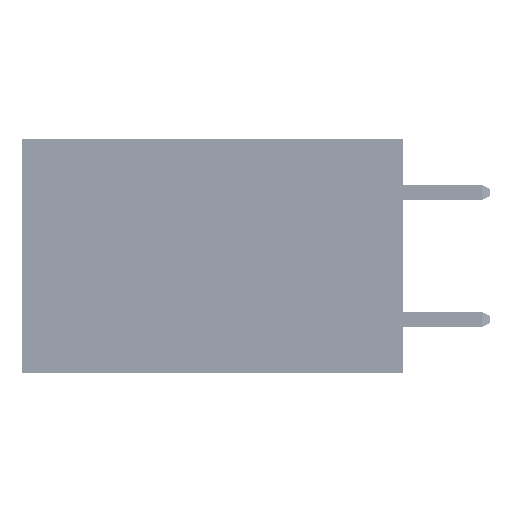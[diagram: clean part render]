
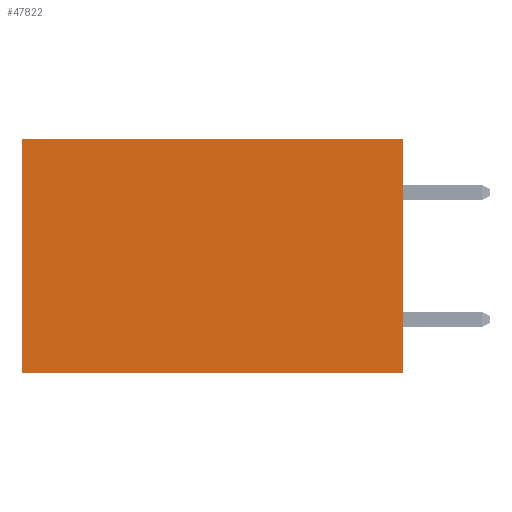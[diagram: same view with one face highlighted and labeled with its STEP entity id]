
A CAD part, left-side view. The second image highlights one B-rep face of the part: STEP entity #47822.
In plain terms, the highlighted planar face has unit normal (-1, 0, 0).
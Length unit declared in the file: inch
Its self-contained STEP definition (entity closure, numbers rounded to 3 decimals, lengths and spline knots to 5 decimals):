
#411 = EDGE_CURVE ( 'NONE', #35666, #4810, #3110, .T. ) ;
#490 = ORIENTED_EDGE ( 'NONE', *, *, #33945, .F. ) ;
#1150 = FACE_OUTER_BOUND ( 'NONE', #23047, .T. ) ;
#1759 = EDGE_CURVE ( 'NONE', #4810, #12488, #44824, .T. ) ;
#2962 = VECTOR ( 'NONE', #3224, 39.37008 ) ;
#3110 = LINE ( 'NONE', #46499, #4953 ) ;
#3224 = DIRECTION ( 'NONE',  ( 0., 0., -1. ) ) ;
#4464 = VERTEX_POINT ( 'NONE', #10716 ) ;
#4810 = VERTEX_POINT ( 'NONE', #13264 ) ;
#4953 = VECTOR ( 'NONE', #30668, 39.37008 ) ;
#5329 = CARTESIAN_POINT ( 'NONE',  ( 0.2875, 0.6, -0.37 ) ) ;
#5511 = AXIS2_PLACEMENT_3D ( 'NONE', #32787, #37442, #9446 ) ;
#9446 = DIRECTION ( 'NONE',  ( 0., 0., -1. ) ) ;
#10022 = DIRECTION ( 'NONE',  ( 0., 0., -1. ) ) ;
#10716 = CARTESIAN_POINT ( 'NONE',  ( 0.2875, 0., -0.37 ) ) ;
#12488 = VERTEX_POINT ( 'NONE', #5329 ) ;
#13264 = CARTESIAN_POINT ( 'NONE',  ( 0.2875, 0.6, 0. ) ) ;
#16389 = VECTOR ( 'NONE', #33836, 39.37008 ) ;
#17177 = PLANE ( 'NONE',  #5511 ) ;
#17635 = LINE ( 'NONE', #41948, #16389 ) ;
#19974 = EDGE_CURVE ( 'NONE', #35666, #4464, #27451, .T. ) ;
#23047 = EDGE_LOOP ( 'NONE', ( #28492, #490, #49792, #23848 ) ) ;
#23848 = ORIENTED_EDGE ( 'NONE', *, *, #411, .T. ) ;
#27451 = LINE ( 'NONE', #37382, #47174 ) ;
#28492 = ORIENTED_EDGE ( 'NONE', *, *, #1759, .T. ) ;
#30668 = DIRECTION ( 'NONE',  ( 0., 1., 0. ) ) ;
#32787 = CARTESIAN_POINT ( 'NONE',  ( 0.2875, 0., 0. ) ) ;
#33826 = CARTESIAN_POINT ( 'NONE',  ( 0.2875, 0., 0. ) ) ;
#33836 = DIRECTION ( 'NONE',  ( 0., 1., 0. ) ) ;
#33945 = EDGE_CURVE ( 'NONE', #4464, #12488, #17635, .T. ) ;
#35666 = VERTEX_POINT ( 'NONE', #33826 ) ;
#37382 = CARTESIAN_POINT ( 'NONE',  ( 0.2875, 0., 0. ) ) ;
#37442 = DIRECTION ( 'NONE',  ( 1., 0., 0. ) ) ;
#37984 = CARTESIAN_POINT ( 'NONE',  ( 0.2875, 0.6, 0. ) ) ;
#41948 = CARTESIAN_POINT ( 'NONE',  ( 0.2875, 0., -0.37 ) ) ;
#44824 = LINE ( 'NONE', #37984, #2962 ) ;
#46499 = CARTESIAN_POINT ( 'NONE',  ( 0.2875, 0., 0. ) ) ;
#47174 = VECTOR ( 'NONE', #10022, 39.37008 ) ;
#47822 = ADVANCED_FACE ( 'NONE', ( #1150 ), #17177, .F. ) ;
#49792 = ORIENTED_EDGE ( 'NONE', *, *, #19974, .F. ) ;
